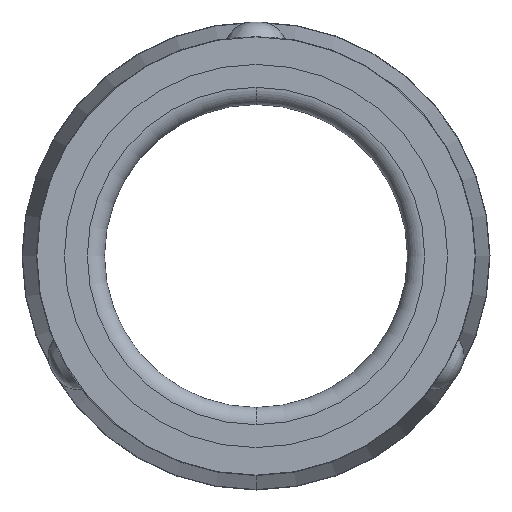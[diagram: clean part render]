
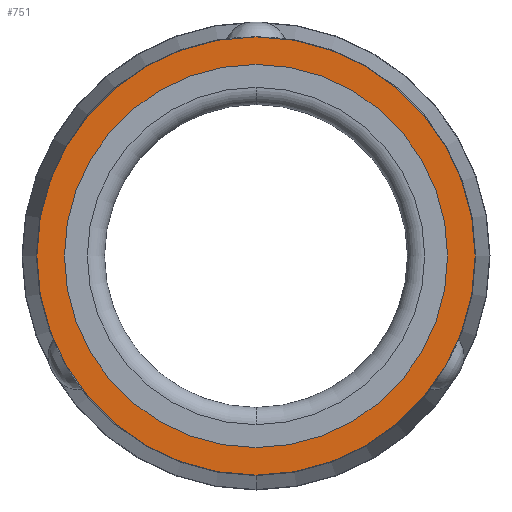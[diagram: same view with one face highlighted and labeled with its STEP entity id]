
A CAD part, front view. The second image highlights one B-rep face of the part: STEP entity #751.
In plain terms, the highlighted planar face has unit normal (0, -1, 0).
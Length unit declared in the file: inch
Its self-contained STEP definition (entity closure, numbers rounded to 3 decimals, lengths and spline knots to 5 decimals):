
#29 = VERTEX_POINT ( 'NONE', #1271 ) ;
#73 = CIRCLE ( 'NONE', #1535, 0.835 ) ;
#100 = FACE_OUTER_BOUND ( 'NONE', #2035, .T. ) ;
#174 = EDGE_CURVE ( 'NONE', #1422, #29, #575, .T. ) ;
#180 = ORIENTED_EDGE ( 'NONE', *, *, #1281, .T. ) ;
#303 = DIRECTION ( 'NONE',  ( 0., 0., -1. ) ) ;
#307 = DIRECTION ( 'NONE',  ( 0., 0., 1. ) ) ;
#332 = AXIS2_PLACEMENT_3D ( 'NONE', #1254, #686, #2069 ) ;
#357 = DIRECTION ( 'NONE',  ( 0., 0., 1. ) ) ;
#370 = AXIS2_PLACEMENT_3D ( 'NONE', #1703, #533, #303 ) ;
#473 = CIRCLE ( 'NONE', #1839, 0.835 ) ;
#533 = DIRECTION ( 'NONE',  ( 0., -1., 0. ) ) ;
#536 = AXIS2_PLACEMENT_3D ( 'NONE', #2545, #1485, #307 ) ;
#575 = CIRCLE ( 'NONE', #332, 0.955 ) ;
#612 = ORIENTED_EDGE ( 'NONE', *, *, #174, .F. ) ;
#686 = DIRECTION ( 'NONE',  ( 0., 1., 0. ) ) ;
#751 = ADVANCED_FACE ( 'NONE', ( #900, #100 ), #1119, .T. ) ;
#756 = CARTESIAN_POINT ( 'NONE',  ( 0., -1., 0. ) ) ;
#900 = FACE_BOUND ( 'NONE', #1811, .T. ) ;
#963 = EDGE_CURVE ( 'NONE', #29, #1422, #1490, .T. ) ;
#1036 = VERTEX_POINT ( 'NONE', #2182 ) ;
#1070 = DIRECTION ( 'NONE',  ( 0., 1., 0. ) ) ;
#1119 = PLANE ( 'NONE',  #370 ) ;
#1159 = VERTEX_POINT ( 'NONE', #1549 ) ;
#1203 = ORIENTED_EDGE ( 'NONE', *, *, #963, .F. ) ;
#1254 = CARTESIAN_POINT ( 'NONE',  ( 0., -1., 0. ) ) ;
#1271 = CARTESIAN_POINT ( 'NONE',  ( 0., -1., -0.955 ) ) ;
#1281 = EDGE_CURVE ( 'NONE', #1036, #1159, #73, .T. ) ;
#1336 = DIRECTION ( 'NONE',  ( 0., 1., 0. ) ) ;
#1410 = ORIENTED_EDGE ( 'NONE', *, *, #2521, .T. ) ;
#1422 = VERTEX_POINT ( 'NONE', #2318 ) ;
#1425 = CARTESIAN_POINT ( 'NONE',  ( 0., -1., 0. ) ) ;
#1441 = DIRECTION ( 'NONE',  ( 0., 0., 1. ) ) ;
#1485 = DIRECTION ( 'NONE',  ( 0., 1., 0. ) ) ;
#1490 = CIRCLE ( 'NONE', #536, 0.955 ) ;
#1535 = AXIS2_PLACEMENT_3D ( 'NONE', #1425, #1070, #1441 ) ;
#1549 = CARTESIAN_POINT ( 'NONE',  ( 0., -1., 0.835 ) ) ;
#1703 = CARTESIAN_POINT ( 'NONE',  ( -0.955, -1., 0. ) ) ;
#1811 = EDGE_LOOP ( 'NONE', ( #1410, #180 ) ) ;
#1839 = AXIS2_PLACEMENT_3D ( 'NONE', #756, #1336, #357 ) ;
#2035 = EDGE_LOOP ( 'NONE', ( #612, #1203 ) ) ;
#2069 = DIRECTION ( 'NONE',  ( 0., 0., 1. ) ) ;
#2182 = CARTESIAN_POINT ( 'NONE',  ( 0., -1., -0.835 ) ) ;
#2318 = CARTESIAN_POINT ( 'NONE',  ( 0., -1., 0.955 ) ) ;
#2521 = EDGE_CURVE ( 'NONE', #1159, #1036, #473, .T. ) ;
#2545 = CARTESIAN_POINT ( 'NONE',  ( 0., -1., 0. ) ) ;
